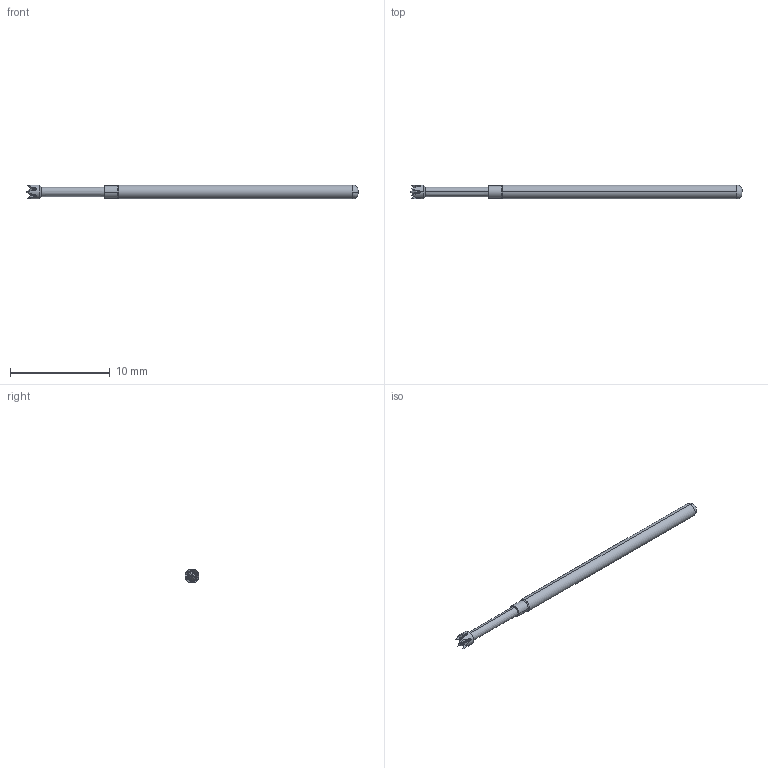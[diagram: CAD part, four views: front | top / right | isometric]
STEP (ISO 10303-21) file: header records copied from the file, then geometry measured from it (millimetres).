
FILE_DESCRIPTION (( 'STEP AP214' ), '1' );
FILE_NAME ('100-2517.STEP', '2021-10-07T13:20:46', ( '' ), ( '' ), 'SwSTEP 2.0', 'SolidWorks 2020', '' );
FILE_SCHEMA (( 'AUTOMOTIVE_DESIGN' ));
Length unit declared in the file: inch
Products named in the file (1): 100-2517
Bounding box: 33.27 x 1.4 x 1.4 mm (x, y, z)
Volume: 42.5 mm3; surface area: 136.2 mm2
Topology: 1 solids, 1 shells, 145 faces, 418 edges, 276 vertices
Faces by surface type: bspline 126, cone 8, cylinder 6, plane 3, torus 2
Entity records: 24758 total; most frequent: CARTESIAN_POINT 21894, ORIENTED_EDGE 836, EDGE_CURVE 418, B_SPLINE_CURVE_WITH_KNOTS 380, VERTEX_POINT 276, EDGE_LOOP 146, ADVANCED_FACE 145, FACE_OUTER_BOUND 145
